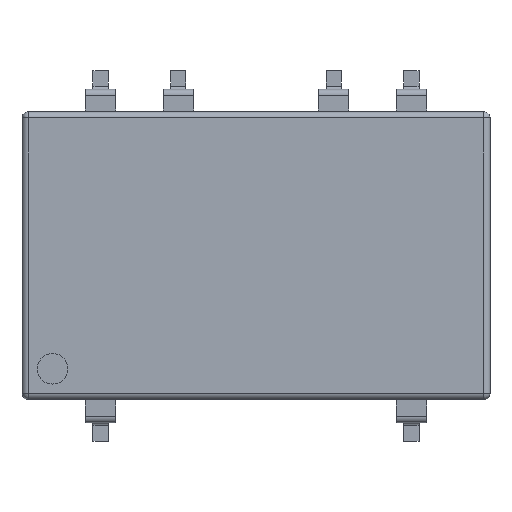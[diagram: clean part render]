
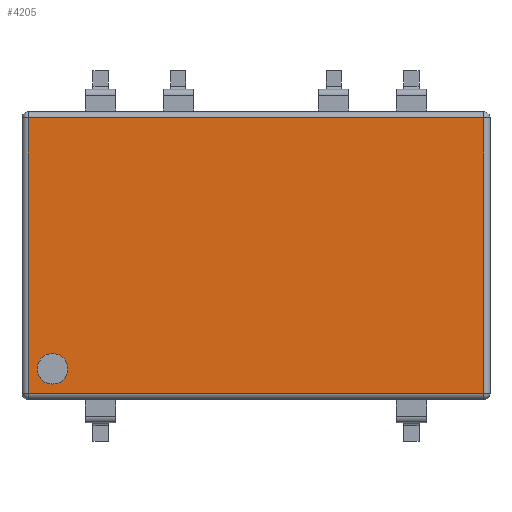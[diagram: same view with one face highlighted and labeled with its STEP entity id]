
A CAD part, top view. The second image highlights one B-rep face of the part: STEP entity #4205.
In plain terms, the highlighted free-form (B-spline) face has degree [1, 1] with [2, 2] control points.
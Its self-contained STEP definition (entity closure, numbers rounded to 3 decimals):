
#3757=CARTESIAN_POINT('',(-6.15,-3.7,7.4));
#3758=VERTEX_POINT('',#3757);
#3767=CARTESIAN_POINT('',(-7.15,-3.7,7.4));
#3768=VERTEX_POINT('',#3767);
#3769=CARTESIAN_POINT('',(-6.65,-3.7,7.4));
#3770=DIRECTION('',(0.0,0.0,-1.0));
#3771=DIRECTION('',(1.0,0.0,0.0));
#3772=AXIS2_PLACEMENT_3D('',#3769,#3770,#3771);
#3773=CIRCLE('',#3772,0.5);
#3774=EDGE_CURVE('',#3768,#3758,#3773,.T.);
#3810=CARTESIAN_POINT('',(7.45,-4.5,7.4));
#3811=VERTEX_POINT('',#3810);
#3836=CARTESIAN_POINT('',(-7.45,-4.5,7.4));
#3837=VERTEX_POINT('',#3836);
#3880=CARTESIAN_POINT('',(7.45,4.5,7.4));
#3881=VERTEX_POINT('',#3880);
#3906=CARTESIAN_POINT('',(-7.45,4.5,7.4));
#3907=VERTEX_POINT('',#3906);
#3947=CARTESIAN_POINT('',(-7.45,4.5,7.4));
#3948=DIRECTION('',(1.0,0.0,0.0));
#3949=VECTOR('',#3948,14.9);
#3950=LINE('',#3947,#3949);
#3951=EDGE_CURVE('',#3907,#3881,#3950,.T.);
#3969=CARTESIAN_POINT('',(-7.45,-4.5,7.4));
#3970=DIRECTION('',(0.0,1.0,0.0));
#3971=VECTOR('',#3970,9.0);
#3972=LINE('',#3969,#3971);
#3973=EDGE_CURVE('',#3837,#3907,#3972,.T.);
#4023=CARTESIAN_POINT('',(7.45,4.5,7.4));
#4024=DIRECTION('',(0.0,-1.0,0.0));
#4025=VECTOR('',#4024,9.0);
#4026=LINE('',#4023,#4025);
#4027=EDGE_CURVE('',#3881,#3811,#4026,.T.);
#4077=CARTESIAN_POINT('',(7.45,-4.5,7.4));
#4078=DIRECTION('',(-1.0,0.0,0.0));
#4079=VECTOR('',#4078,14.9);
#4080=LINE('',#4077,#4079);
#4081=EDGE_CURVE('',#3811,#3837,#4080,.T.);
#4184=CARTESIAN_POINT('',(-7.45,-4.5,7.4));
#4185=CARTESIAN_POINT('',(7.45,-4.5,7.4));
#4186=CARTESIAN_POINT('',(-7.45,4.5,7.4));
#4187=CARTESIAN_POINT('',(7.45,4.5,7.4));
#4188=B_SPLINE_SURFACE_WITH_KNOTS('',1,1,((#4184,#4186),(#4185,#4187)),.UNSPECIFIED.,.F.,.F.,.U.,(2,2),(2,2),(0.0,14.9),(0.0,9.0),.UNSPECIFIED.);
#4189=ORIENTED_EDGE('',*,*,#3951,.F.);
#4190=ORIENTED_EDGE('',*,*,#3973,.F.);
#4191=ORIENTED_EDGE('',*,*,#4081,.F.);
#4192=ORIENTED_EDGE('',*,*,#4027,.F.);
#4193=EDGE_LOOP('',(#4189,#4190,#4191,#4192));
#4194=FACE_OUTER_BOUND('',#4193,.T.);
#4195=CARTESIAN_POINT('',(-6.65,-3.7,7.4));
#4196=DIRECTION('',(0.0,0.0,-1.0));
#4197=DIRECTION('',(1.0,0.0,0.0));
#4198=AXIS2_PLACEMENT_3D('',#4195,#4196,#4197);
#4199=CIRCLE('',#4198,0.5);
#4200=EDGE_CURVE('',#3758,#3768,#4199,.T.);
#4201=ORIENTED_EDGE('',*,*,#4200,.T.);
#4202=ORIENTED_EDGE('',*,*,#3774,.T.);
#4203=EDGE_LOOP('',(#4201,#4202));
#4204=FACE_BOUND('',#4203,.T.);
#4205=ADVANCED_FACE('',(#4194,#4204),#4188,.T.);
